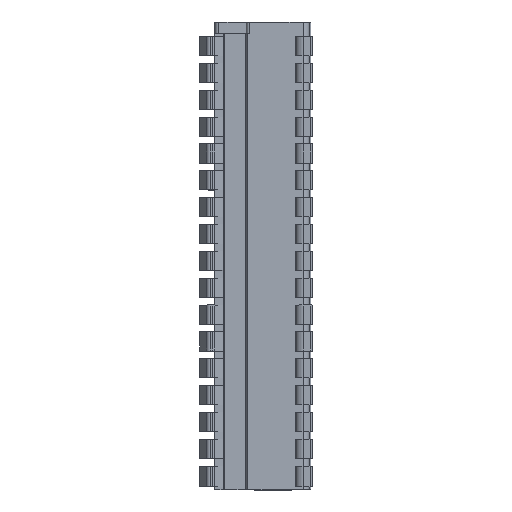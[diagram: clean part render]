
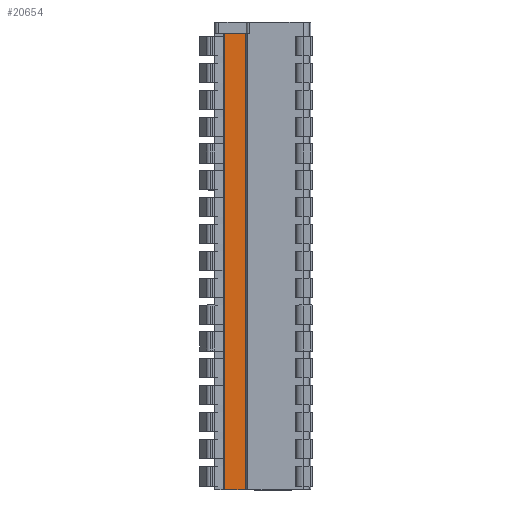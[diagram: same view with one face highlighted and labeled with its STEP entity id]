
A CAD part, top view. The second image highlights one B-rep face of the part: STEP entity #20654.
In plain terms, the highlighted planar face has unit normal (0, 0, 1).
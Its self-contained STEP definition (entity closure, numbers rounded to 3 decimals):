
#36=DIRECTION('',(1.,0.,0.));
#37=VECTOR('',#36,2.7);
#38=CARTESIAN_POINT('',(-4.12,0.,2.73));
#39=LINE('',#38,#37);
#2074=DIRECTION('',(1.,0.,0.));
#2075=VECTOR('',#2074,2.7);
#2076=CARTESIAN_POINT('',(-4.12,-59.5,2.73));
#2077=LINE('',#2076,#2075);
#7004=DIRECTION('',(0.,-1.,0.));
#7005=VECTOR('',#7004,59.5);
#7006=CARTESIAN_POINT('',(-4.12,0.,2.73));
#7007=LINE('',#7006,#7005);
#7008=DIRECTION('',(0.,-1.,0.));
#7009=VECTOR('',#7008,59.5);
#7010=CARTESIAN_POINT('',(-1.42,0.,2.73));
#7011=LINE('',#7010,#7009);
#9317=CARTESIAN_POINT('',(-4.12,0.,2.73));
#9318=VERTEX_POINT('',#9317);
#9319=CARTESIAN_POINT('',(-1.42,0.,2.73));
#9320=VERTEX_POINT('',#9319);
#9355=CARTESIAN_POINT('',(-4.12,-59.5,2.73));
#9356=VERTEX_POINT('',#9355);
#9357=CARTESIAN_POINT('',(-1.42,-59.5,2.73));
#9358=VERTEX_POINT('',#9357);
#20642=CARTESIAN_POINT('',(-4.12,0.,2.73));
#20643=DIRECTION('',(0.,0.,1.));
#20644=DIRECTION('',(1.,0.,0.));
#20645=AXIS2_PLACEMENT_3D('',#20642,#20643,#20644);
#20646=PLANE('',#20645);
#20647=ORIENTED_EDGE('',*,*,#12058,.T.);
#20649=ORIENTED_EDGE('',*,*,#20648,.T.);
#20650=ORIENTED_EDGE('',*,*,#13635,.F.);
#20651=ORIENTED_EDGE('',*,*,#20635,.F.);
#20652=EDGE_LOOP('',(#20647,#20649,#20650,#20651));
#20653=FACE_OUTER_BOUND('',#20652,.F.);
#20654=ADVANCED_FACE('',(#20653),#20646,.T.);
#12058=EDGE_CURVE('',#9318,#9320,#39,.T.);
#13635=EDGE_CURVE('',#9356,#9358,#2077,.T.);
#20635=EDGE_CURVE('',#9318,#9356,#7007,.T.);
#20648=EDGE_CURVE('',#9320,#9358,#7011,.T.);
